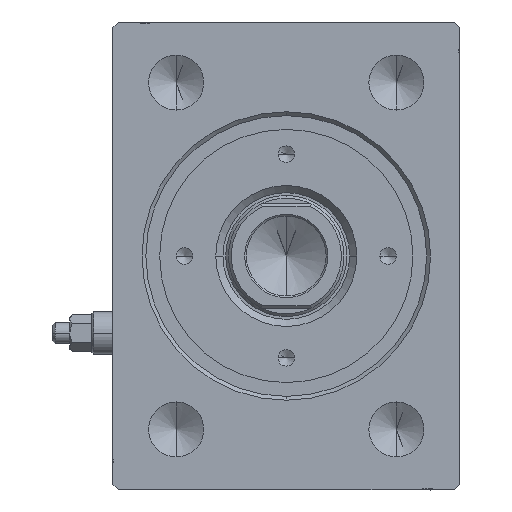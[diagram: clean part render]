
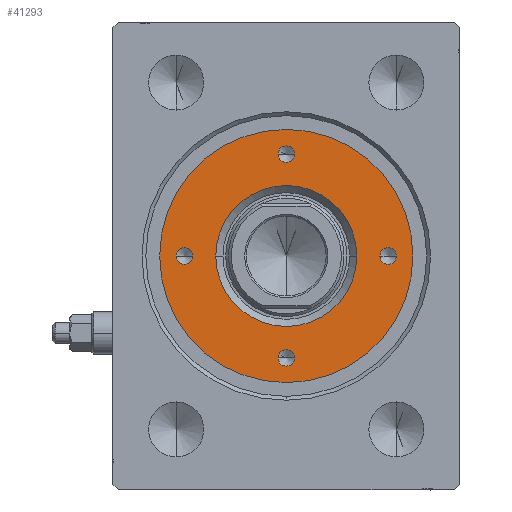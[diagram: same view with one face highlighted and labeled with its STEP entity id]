
A CAD part, left-side view. The second image highlights one B-rep face of the part: STEP entity #41293.
In plain terms, the highlighted face is planar.
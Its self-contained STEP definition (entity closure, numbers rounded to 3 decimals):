
#81 = CARTESIAN_POINT ( 'NONE',  ( 18.5, 0., 10. ) ) ;
#951 = AXIS2_PLACEMENT_3D ( 'NONE', #6536, #16775, #17444 ) ;
#1200 = AXIS2_PLACEMENT_3D ( 'NONE', #38212, #6984, #11050 ) ;
#1470 = DIRECTION ( 'NONE',  ( 0., 0., 1. ) ) ;
#3304 = VERTEX_POINT ( 'NONE', #3790 ) ;
#3428 = CARTESIAN_POINT ( 'NONE',  ( -18.5, 0., 10. ) ) ;
#3790 = CARTESIAN_POINT ( 'NONE',  ( 17., 0., 10. ) ) ;
#3795 = ORIENTED_EDGE ( 'NONE', *, *, #33537, .F. ) ;
#4491 = CARTESIAN_POINT ( 'NONE',  ( -1.5, 18.5, 10. ) ) ;
#4915 = CIRCLE ( 'NONE', #35486, 1.5 ) ;
#5424 = ORIENTED_EDGE ( 'NONE', *, *, #23373, .T. ) ;
#5808 = EDGE_CURVE ( 'NONE', #3304, #15286, #20840, .T. ) ;
#6287 = EDGE_CURVE ( 'NONE', #37826, #35490, #24485, .T. ) ;
#6536 = CARTESIAN_POINT ( 'NONE',  ( 0., 18.5, 10. ) ) ;
#6984 = DIRECTION ( 'NONE',  ( 0., 0., 1. ) ) ;
#8155 = ORIENTED_EDGE ( 'NONE', *, *, #5808, .F. ) ;
#8194 = CIRCLE ( 'NONE', #951, 1.5 ) ;
#8270 = DIRECTION ( 'NONE',  ( 0., 0., 1. ) ) ;
#10740 = DIRECTION ( 'NONE',  ( 0., 0., 1. ) ) ;
#10862 = DIRECTION ( 'NONE',  ( 0., 0., 1. ) ) ;
#11050 = DIRECTION ( 'NONE',  ( 1., 0., 0. ) ) ;
#11230 = CARTESIAN_POINT ( 'NONE',  ( 0., -18.5, 10. ) ) ;
#11258 = VERTEX_POINT ( 'NONE', #4491 ) ;
#11259 = DIRECTION ( 'NONE',  ( 0., 0., -1. ) ) ;
#11662 = VERTEX_POINT ( 'NONE', #36787 ) ;
#12095 = EDGE_LOOP ( 'NONE', ( #3795, #8155 ) ) ;
#12216 = CIRCLE ( 'NONE', #44997, 12.8 ) ;
#12273 = CIRCLE ( 'NONE', #19570, 23. ) ;
#12387 = CARTESIAN_POINT ( 'NONE',  ( 0., 0., 10. ) ) ;
#12471 = CARTESIAN_POINT ( 'NONE',  ( 0., -18.5, 10. ) ) ;
#12539 = EDGE_CURVE ( 'NONE', #37572, #16213, #12273, .T. ) ;
#13501 = ORIENTED_EDGE ( 'NONE', *, *, #19163, .F. ) ;
#13673 = AXIS2_PLACEMENT_3D ( 'NONE', #38698, #10862, #41438 ) ;
#14045 = EDGE_CURVE ( 'NONE', #23356, #11258, #8194, .T. ) ;
#14485 = AXIS2_PLACEMENT_3D ( 'NONE', #12471, #40295, #29575 ) ;
#14738 = CARTESIAN_POINT ( 'NONE',  ( -23., 0., 10. ) ) ;
#15286 = VERTEX_POINT ( 'NONE', #15990 ) ;
#15910 = VERTEX_POINT ( 'NONE', #41000 ) ;
#15990 = CARTESIAN_POINT ( 'NONE',  ( 20., 0., 10. ) ) ;
#16078 = EDGE_CURVE ( 'NONE', #16213, #37572, #27518, .T. ) ;
#16213 = VERTEX_POINT ( 'NONE', #14738 ) ;
#16775 = DIRECTION ( 'NONE',  ( 0., 0., 1. ) ) ;
#17444 = DIRECTION ( 'NONE',  ( 1., 0., 0. ) ) ;
#17883 = CARTESIAN_POINT ( 'NONE',  ( -20., 0., 10. ) ) ;
#18360 = EDGE_LOOP ( 'NONE', ( #42445, #25200 ) ) ;
#18749 = DIRECTION ( 'NONE',  ( 1., 0., 0. ) ) ;
#18819 = EDGE_LOOP ( 'NONE', ( #5424, #22579 ) ) ;
#19163 = EDGE_CURVE ( 'NONE', #29121, #23156, #27619, .T. ) ;
#19234 = DIRECTION ( 'NONE',  ( 1., 0., 0. ) ) ;
#19570 = AXIS2_PLACEMENT_3D ( 'NONE', #21988, #32247, #42969 ) ;
#19636 = EDGE_LOOP ( 'NONE', ( #34050, #36985 ) ) ;
#19783 = CIRCLE ( 'NONE', #26319, 12.8 ) ;
#20100 = CIRCLE ( 'NONE', #36110, 1.5 ) ;
#20840 = CIRCLE ( 'NONE', #1200, 1.5 ) ;
#20964 = ORIENTED_EDGE ( 'NONE', *, *, #12539, .T. ) ;
#21536 = ORIENTED_EDGE ( 'NONE', *, *, #24792, .F. ) ;
#21826 = ORIENTED_EDGE ( 'NONE', *, *, #16078, .T. ) ;
#21988 = CARTESIAN_POINT ( 'NONE',  ( 0., 0., 10. ) ) ;
#22319 = DIRECTION ( 'NONE',  ( 0., 0., -1. ) ) ;
#22579 = ORIENTED_EDGE ( 'NONE', *, *, #34944, .T. ) ;
#22617 = AXIS2_PLACEMENT_3D ( 'NONE', #3428, #41717, #30995 ) ;
#23156 = VERTEX_POINT ( 'NONE', #37623 ) ;
#23186 = CARTESIAN_POINT ( 'NONE',  ( 23., 0., 10. ) ) ;
#23356 = VERTEX_POINT ( 'NONE', #33259 ) ;
#23373 = EDGE_CURVE ( 'NONE', #11662, #15910, #19783, .T. ) ;
#23801 = CARTESIAN_POINT ( 'NONE',  ( 0., 18.5, 10. ) ) ;
#24485 = CIRCLE ( 'NONE', #29597, 1.5 ) ;
#24792 = EDGE_CURVE ( 'NONE', #23156, #29121, #29704, .T. ) ;
#25200 = ORIENTED_EDGE ( 'NONE', *, *, #6287, .F. ) ;
#26304 = FACE_BOUND ( 'NONE', #40680, .T. ) ;
#26319 = AXIS2_PLACEMENT_3D ( 'NONE', #33045, #22319, #39649 ) ;
#27377 = CARTESIAN_POINT ( 'NONE',  ( -17., 0., 10. ) ) ;
#27518 = CIRCLE ( 'NONE', #13673, 23. ) ;
#27523 = AXIS2_PLACEMENT_3D ( 'NONE', #11230, #1470, #43167 ) ;
#27619 = CIRCLE ( 'NONE', #14485, 1.5 ) ;
#28208 = CARTESIAN_POINT ( 'NONE',  ( 1.5, -18.5, 10. ) ) ;
#29043 = FACE_BOUND ( 'NONE', #18819, .T. ) ;
#29121 = VERTEX_POINT ( 'NONE', #28208 ) ;
#29575 = DIRECTION ( 'NONE',  ( 1., 0., 0. ) ) ;
#29597 = AXIS2_PLACEMENT_3D ( 'NONE', #42930, #8270, #18749 ) ;
#29704 = CIRCLE ( 'NONE', #27523, 1.5 ) ;
#29947 = FACE_BOUND ( 'NONE', #19636, .T. ) ;
#30364 = EDGE_CURVE ( 'NONE', #11258, #23356, #20100, .T. ) ;
#30995 = DIRECTION ( 'NONE',  ( 1., 0., 0. ) ) ;
#32247 = DIRECTION ( 'NONE',  ( 0., 0., 1. ) ) ;
#32458 = PLANE ( 'NONE',  #37878 ) ;
#32480 = CARTESIAN_POINT ( 'NONE',  ( 0., 0., 10. ) ) ;
#33045 = CARTESIAN_POINT ( 'NONE',  ( 0., 0., 10. ) ) ;
#33148 = FACE_OUTER_BOUND ( 'NONE', #40652, .T. ) ;
#33259 = CARTESIAN_POINT ( 'NONE',  ( 1.5, 18.5, 10. ) ) ;
#33368 = FACE_BOUND ( 'NONE', #18360, .T. ) ;
#33537 = EDGE_CURVE ( 'NONE', #15286, #3304, #4915, .T. ) ;
#33836 = DIRECTION ( 'NONE',  ( 1., 0., 0. ) ) ;
#34050 = ORIENTED_EDGE ( 'NONE', *, *, #14045, .F. ) ;
#34944 = EDGE_CURVE ( 'NONE', #15910, #11662, #12216, .T. ) ;
#35486 = AXIS2_PLACEMENT_3D ( 'NONE', #81, #10740, #38128 ) ;
#35490 = VERTEX_POINT ( 'NONE', #27377 ) ;
#35878 = FACE_BOUND ( 'NONE', #12095, .T. ) ;
#36110 = AXIS2_PLACEMENT_3D ( 'NONE', #23801, #41126, #33836 ) ;
#36566 = DIRECTION ( 'NONE',  ( 0., 0., 1. ) ) ;
#36787 = CARTESIAN_POINT ( 'NONE',  ( 12.8, 0., 10. ) ) ;
#36985 = ORIENTED_EDGE ( 'NONE', *, *, #30364, .F. ) ;
#37572 = VERTEX_POINT ( 'NONE', #23186 ) ;
#37623 = CARTESIAN_POINT ( 'NONE',  ( -1.5, -18.5, 10. ) ) ;
#37826 = VERTEX_POINT ( 'NONE', #17883 ) ;
#37878 = AXIS2_PLACEMENT_3D ( 'NONE', #12387, #36566, #19234 ) ;
#38128 = DIRECTION ( 'NONE',  ( 1., 0., 0. ) ) ;
#38212 = CARTESIAN_POINT ( 'NONE',  ( 18.5, 0., 10. ) ) ;
#38698 = CARTESIAN_POINT ( 'NONE',  ( 0., 0., 10. ) ) ;
#39649 = DIRECTION ( 'NONE',  ( 1., 0., 0. ) ) ;
#40295 = DIRECTION ( 'NONE',  ( 0., 0., 1. ) ) ;
#40652 = EDGE_LOOP ( 'NONE', ( #21826, #20964 ) ) ;
#40680 = EDGE_LOOP ( 'NONE', ( #13501, #21536 ) ) ;
#41000 = CARTESIAN_POINT ( 'NONE',  ( -12.8, 0., 10. ) ) ;
#41126 = DIRECTION ( 'NONE',  ( 0., 0., 1. ) ) ;
#41293 = ADVANCED_FACE ( 'NONE', ( #33368, #29947, #35878, #26304, #29043, #33148 ), #32458, .T. ) ;
#41438 = DIRECTION ( 'NONE',  ( 1., 0., 0. ) ) ;
#41717 = DIRECTION ( 'NONE',  ( 0., 0., 1. ) ) ;
#41970 = EDGE_CURVE ( 'NONE', #35490, #37826, #42269, .T. ) ;
#42269 = CIRCLE ( 'NONE', #22617, 1.5 ) ;
#42445 = ORIENTED_EDGE ( 'NONE', *, *, #41970, .F. ) ;
#42738 = DIRECTION ( 'NONE',  ( 1., 0., 0. ) ) ;
#42930 = CARTESIAN_POINT ( 'NONE',  ( -18.5, 0., 10. ) ) ;
#42969 = DIRECTION ( 'NONE',  ( 1., 0., 0. ) ) ;
#43167 = DIRECTION ( 'NONE',  ( 1., 0., 0. ) ) ;
#44997 = AXIS2_PLACEMENT_3D ( 'NONE', #32480, #11259, #42738 ) ;
